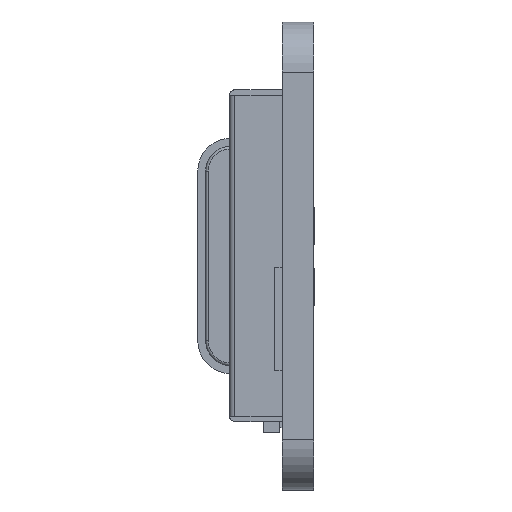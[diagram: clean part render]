
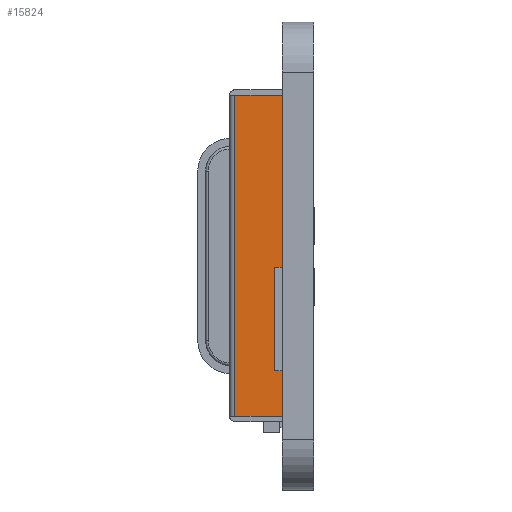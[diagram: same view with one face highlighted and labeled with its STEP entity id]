
A CAD part, left-side view. The second image highlights one B-rep face of the part: STEP entity #15824.
In plain terms, the highlighted planar face has unit normal (-1, 0, 0).
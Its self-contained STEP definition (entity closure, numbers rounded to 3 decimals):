
#1584=FACE_OUTER_BOUND('',#2496,.T.);
#2496=EDGE_LOOP('',(#12100,#12101,#12102,#12103));
#3837=LINE('',#25361,#5519);
#3839=LINE('',#25366,#5521);
#3840=LINE('',#25367,#5522);
#3841=LINE('',#25368,#5523);
#5519=VECTOR('',#20340,10.);
#5521=VECTOR('',#20344,10.);
#5522=VECTOR('',#20345,10.);
#5523=VECTOR('',#20346,10.);
#7063=VERTEX_POINT('',#25358);
#7064=VERTEX_POINT('',#25360);
#7065=VERTEX_POINT('',#25364);
#7066=VERTEX_POINT('',#25365);
#8886=EDGE_CURVE('',#7063,#7064,#3837,.T.);
#8888=EDGE_CURVE('',#7065,#7066,#3839,.T.);
#8889=EDGE_CURVE('',#7065,#7064,#3840,.F.);
#8890=EDGE_CURVE('',#7063,#7066,#3841,.F.);
#12100=ORIENTED_EDGE('',*,*,#8888,.F.);
#12101=ORIENTED_EDGE('',*,*,#8889,.T.);
#12102=ORIENTED_EDGE('',*,*,#8886,.F.);
#12103=ORIENTED_EDGE('',*,*,#8890,.T.);
#14892=PLANE('',#17355);
#15824=ADVANCED_FACE('',(#1584),#14892,.T.);
#17355=AXIS2_PLACEMENT_3D('',#25363,#20342,#20343);
#20340=DIRECTION('',(0.,0.,-1.));
#20342=DIRECTION('center_axis',(-1.,0.,0.));
#20343=DIRECTION('ref_axis',(0.,0.,1.));
#20344=DIRECTION('',(0.,0.,1.));
#20345=DIRECTION('',(0.,1.,0.));
#20346=DIRECTION('',(0.,-1.,0.));
#25358=CARTESIAN_POINT('',(-5.028,1.,-0.011));
#25360=CARTESIAN_POINT('',(-5.028,1.,-12.211));
#25361=CARTESIAN_POINT('',(-5.028,1.,-9.223));
#25363=CARTESIAN_POINT('Origin',(-5.028,1.,-12.334));
#25364=CARTESIAN_POINT('',(-5.028,2.8,-12.211));
#25365=CARTESIAN_POINT('',(-5.028,2.8,-0.011));
#25366=CARTESIAN_POINT('',(-5.028,2.8,-9.223));
#25367=CARTESIAN_POINT('',(-5.028,1.,-12.211));
#25368=CARTESIAN_POINT('',(-5.028,1.,-0.011));
